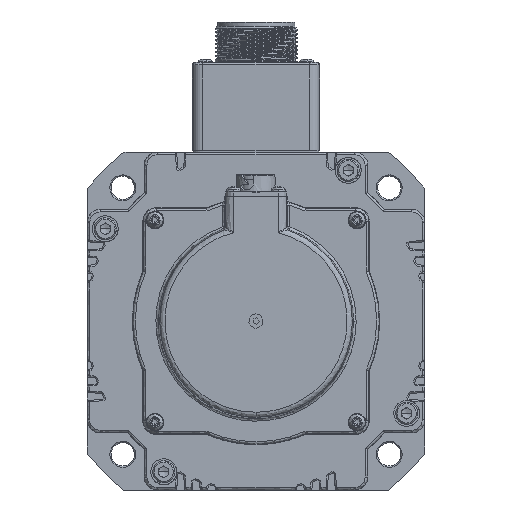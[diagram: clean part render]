
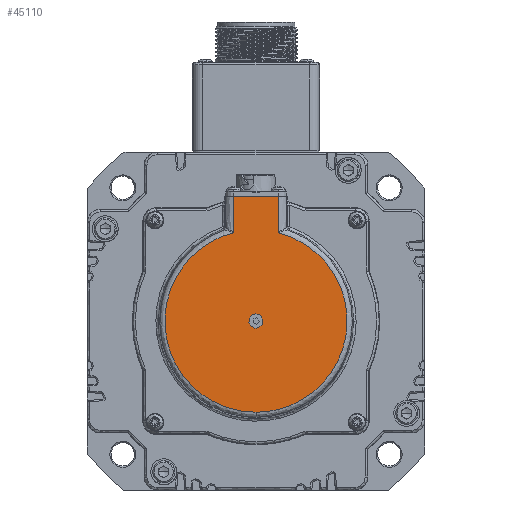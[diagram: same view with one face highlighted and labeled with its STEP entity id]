
A CAD part, front view. The second image highlights one B-rep face of the part: STEP entity #45110.
In plain terms, the highlighted free-form (B-spline) face has degree [1, 1] with [2, 2] control points.
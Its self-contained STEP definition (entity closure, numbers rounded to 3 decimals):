
#43517=CARTESIAN_POINT('',(-8.617,-261.5,-31.02));
#43518=VERTEX_POINT('',#43517);
#43645=CARTESIAN_POINT('',(8.617,-261.5,-31.02));
#43646=VERTEX_POINT('',#43645);
#43669=CARTESIAN_POINT('',(0.,-261.5,-100.056));
#43670=VERTEX_POINT('',#43669);
#43671=CARTESIAN_POINT('',(8.617,-261.5,-31.02));
#43672=CARTESIAN_POINT('',(38.619,-261.5,-38.628));
#43673=CARTESIAN_POINT('',(34.786,-261.5,-69.342));
#43674=CARTESIAN_POINT('',(30.952,-261.5,-100.056));
#43675=CARTESIAN_POINT('',(0.,-261.5,-100.056));
#43676=(BOUNDED_CURVE()B_SPLINE_CURVE(2,(#43671,#43672,#43673,#43674,#43675),.CIRCULAR_ARC.,.F.,.U.)B_SPLINE_CURVE_WITH_KNOTS((3,2,3),(0.,0.25,0.5),.UNSPECIFIED.)CURVE()GEOMETRIC_REPRESENTATION_ITEM()RATIONAL_B_SPLINE_CURVE((1.,0.75,1.,0.75,1.))REPRESENTATION_ITEM(''));
#43677=EDGE_CURVE('',#43646,#43670,#43676,.T.);
#43743=CARTESIAN_POINT('',(0.,-261.5,-100.056));
#43744=CARTESIAN_POINT('',(-30.952,-261.5,-100.056));
#43745=CARTESIAN_POINT('',(-34.786,-261.5,-69.342));
#43746=CARTESIAN_POINT('',(-38.619,-261.5,-38.628));
#43747=CARTESIAN_POINT('',(-8.617,-261.5,-31.02));
#43748=(BOUNDED_CURVE()B_SPLINE_CURVE(2,(#43743,#43744,#43745,#43746,#43747),.CIRCULAR_ARC.,.F.,.U.)B_SPLINE_CURVE_WITH_KNOTS((3,2,3),(0.5,0.75,1.),.UNSPECIFIED.)CURVE()GEOMETRIC_REPRESENTATION_ITEM()RATIONAL_B_SPLINE_CURVE((1.,0.75,1.,0.75,1.))REPRESENTATION_ITEM(''));
#43749=EDGE_CURVE('',#43670,#43518,#43748,.T.);
#43775=CARTESIAN_POINT('',(0.,-261.5,-62.25));
#43776=VERTEX_POINT('',#43775);
#43782=CARTESIAN_POINT('',(0.,-261.5,-62.25));
#43783=CARTESIAN_POINT('',(-2.75,-261.5,-62.25));
#43784=CARTESIAN_POINT('',(-2.75,-261.5,-65.));
#43785=CARTESIAN_POINT('',(-2.75,-261.5,-67.75));
#43786=CARTESIAN_POINT('',(0.,-261.5,-67.75));
#43787=CARTESIAN_POINT('',(2.75,-261.5,-67.75));
#43788=CARTESIAN_POINT('',(2.75,-261.5,-65.));
#43789=CARTESIAN_POINT('',(2.75,-261.5,-62.25));
#43790=CARTESIAN_POINT('',(0.,-261.5,-62.25));
#43791=(BOUNDED_CURVE()B_SPLINE_CURVE(2,(#43782,#43783,#43784,#43785,#43786,#43787,#43788,#43789,#43790),.CIRCULAR_ARC.,.T.,.U.)B_SPLINE_CURVE_WITH_KNOTS((3,2,2,2,3),(0.,0.25,0.5,0.75,1.),.UNSPECIFIED.)CURVE()GEOMETRIC_REPRESENTATION_ITEM()RATIONAL_B_SPLINE_CURVE((1.,0.707,1.,0.707,1.,0.707,1.,0.707,1.))REPRESENTATION_ITEM(''));
#43792=EDGE_CURVE('',#43776,#43776,#43791,.T.);
#45062=CARTESIAN_POINT('',(-8.617,-261.5,-17.));
#45063=VERTEX_POINT('',#45062);
#45064=CARTESIAN_POINT('',(-8.617,-261.5,-31.02));
#45065=CARTESIAN_POINT('',(-8.617,-261.5,-17.));
#45066=B_SPLINE_CURVE_WITH_KNOTS('',1,(#45064,#45065),.POLYLINE_FORM.,.F.,.U.,(2,2),(0.,1.),.UNSPECIFIED.);
#45067=EDGE_CURVE('',#43518,#45063,#45066,.T.);
#45085=CARTESIAN_POINT('',(-119.892,-261.5,54.892));
#45086=CARTESIAN_POINT('',(119.892,-261.5,54.892));
#45087=CARTESIAN_POINT('',(-119.892,-261.5,-184.892));
#45088=CARTESIAN_POINT('',(119.892,-261.5,-184.892));
#45089=B_SPLINE_SURFACE_WITH_KNOTS('',1,1,((#45085,#45086),(#45087,#45088)),.PLANE_SURF.,.F.,.F.,.U.,(2,2),(2,2),(0.,1.),(0.,1.),.UNSPECIFIED.);
#45090=ORIENTED_EDGE('',*,*,#43749,.F.);
#45091=ORIENTED_EDGE('',*,*,#43677,.F.);
#45092=CARTESIAN_POINT('',(8.617,-261.5,-17.));
#45093=VERTEX_POINT('',#45092);
#45094=CARTESIAN_POINT('',(8.617,-261.5,-31.02));
#45095=CARTESIAN_POINT('',(8.617,-261.5,-17.));
#45096=B_SPLINE_CURVE_WITH_KNOTS('',1,(#45094,#45095),.POLYLINE_FORM.,.F.,.U.,(2,2),(0.,1.),.UNSPECIFIED.);
#45097=EDGE_CURVE('',#43646,#45093,#45096,.T.);
#45098=ORIENTED_EDGE('',*,*,#45097,.T.);
#45099=CARTESIAN_POINT('',(8.617,-261.5,-17.));
#45100=CARTESIAN_POINT('',(-8.617,-261.5,-17.));
#45101=B_SPLINE_CURVE_WITH_KNOTS('',1,(#45099,#45100),.POLYLINE_FORM.,.F.,.U.,(2,2),(0.,1.),.UNSPECIFIED.);
#45102=EDGE_CURVE('',#45093,#45063,#45101,.T.);
#45103=ORIENTED_EDGE('',*,*,#45102,.T.);
#45104=ORIENTED_EDGE('',*,*,#45067,.F.);
#45105=EDGE_LOOP('',(#45090,#45091,#45098,#45103,#45104));
#45106=FACE_OUTER_BOUND('',#45105,.T.);
#45107=ORIENTED_EDGE('',*,*,#43792,.F.);
#45108=EDGE_LOOP('',(#45107));
#45109=FACE_BOUND('',#45108,.T.);
#45110=ADVANCED_FACE('',(#45106,#45109),#45089,.T.);
